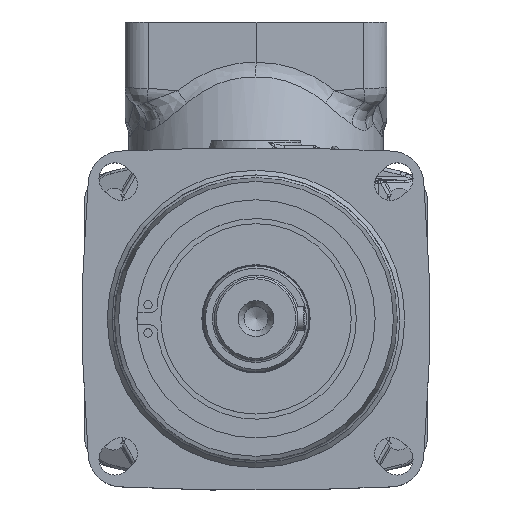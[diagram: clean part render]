
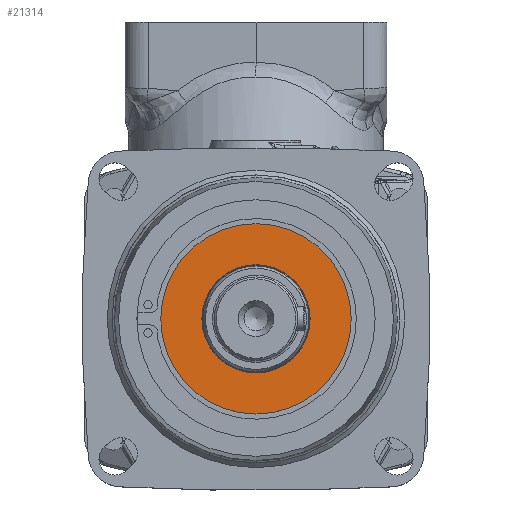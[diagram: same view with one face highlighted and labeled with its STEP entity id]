
A CAD part, top view. The second image highlights one B-rep face of the part: STEP entity #21314.
In plain terms, the highlighted planar face has unit normal (0, 0, 1).
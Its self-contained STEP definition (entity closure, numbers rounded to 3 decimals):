
#238=FACE_BOUND('',#5632,.T.);
#2353=CIRCLE('',#23338,40.);
#2354=CIRCLE('',#23341,22.75);
#2355=CIRCLE('',#23342,22.75);
#4230=FACE_OUTER_BOUND('',#5631,.T.);
#5631=EDGE_LOOP('',(#16333));
#5632=EDGE_LOOP('',(#16334,#16335));
#9117=VERTEX_POINT('',#43712);
#9118=VERTEX_POINT('',#43718);
#9119=VERTEX_POINT('',#43719);
#11701=EDGE_CURVE('',#9117,#9117,#2353,.T.);
#11704=EDGE_CURVE('',#9118,#9119,#2354,.T.);
#11705=EDGE_CURVE('',#9119,#9118,#2355,.T.);
#16333=ORIENTED_EDGE('',*,*,#11701,.T.);
#16334=ORIENTED_EDGE('',*,*,#11704,.F.);
#16335=ORIENTED_EDGE('',*,*,#11705,.F.);
#20610=PLANE('',#23340);
#21314=ADVANCED_FACE('',(#4230,#238),#20610,.T.);
#23338=AXIS2_PLACEMENT_3D('',#43713,#27482,#27483);
#23340=AXIS2_PLACEMENT_3D('',#43717,#27488,#27489);
#23341=AXIS2_PLACEMENT_3D('',#43720,#27490,#27491);
#23342=AXIS2_PLACEMENT_3D('',#43721,#27492,#27493);
#27482=DIRECTION('center_axis',(0.,0.,1.));
#27483=DIRECTION('ref_axis',(1.,0.,0.));
#27488=DIRECTION('center_axis',(0.,0.,1.));
#27489=DIRECTION('ref_axis',(-1.,0.,0.));
#27490=DIRECTION('center_axis',(0.,0.,1.));
#27491=DIRECTION('ref_axis',(1.,0.,0.));
#27492=DIRECTION('center_axis',(0.,0.,1.));
#27493=DIRECTION('ref_axis',(1.,0.,0.));
#43712=CARTESIAN_POINT('',(40.,0.,26.9));
#43713=CARTESIAN_POINT('Origin',(0.,0.,26.9));
#43717=CARTESIAN_POINT('Origin',(0.,0.,26.9));
#43718=CARTESIAN_POINT('',(-22.75,0.,26.9));
#43719=CARTESIAN_POINT('',(22.75,0.,26.9));
#43720=CARTESIAN_POINT('Origin',(0.,0.,26.9));
#43721=CARTESIAN_POINT('Origin',(0.,0.,26.9));
